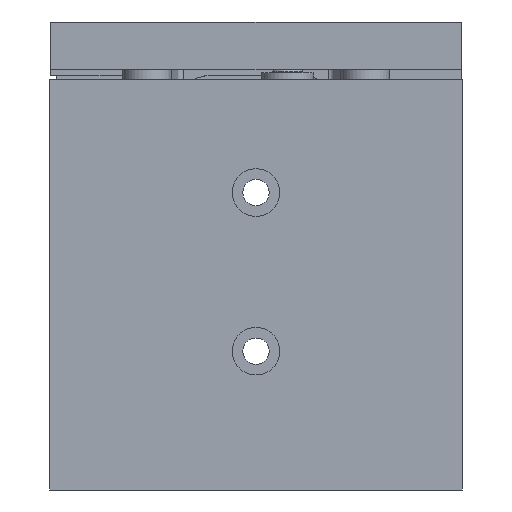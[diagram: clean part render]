
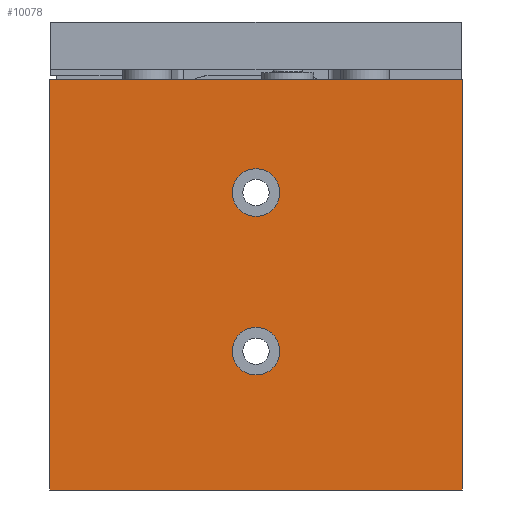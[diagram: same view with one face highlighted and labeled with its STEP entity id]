
A CAD part, front view. The second image highlights one B-rep face of the part: STEP entity #10078.
In plain terms, the highlighted planar face has unit normal (0, -1, 0).
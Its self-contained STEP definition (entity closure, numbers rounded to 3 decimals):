
#91=LINE('',#14618,#765);
#147=LINE('',#14748,#821);
#178=LINE('',#14851,#852);
#179=LINE('',#14857,#853);
#765=VECTOR('',#11757,1000.);
#821=VECTOR('',#11849,1000.);
#852=VECTOR('',#11936,1000.);
#853=VECTOR('',#11943,1000.);
#1433=PLANE('',#10677);
#1855=ORIENTED_EDGE('',*,*,#4274,.F.);
#1856=ORIENTED_EDGE('',*,*,#4275,.F.);
#1857=ORIENTED_EDGE('',*,*,#4154,.F.);
#1858=ORIENTED_EDGE('',*,*,#4273,.F.);
#1859=ORIENTED_EDGE('',*,*,#4220,.T.);
#1860=ORIENTED_EDGE('',*,*,#4276,.T.);
#4154=EDGE_CURVE('',#5377,#5378,#91,.T.);
#4220=EDGE_CURVE('',#5434,#5433,#147,.T.);
#4273=EDGE_CURVE('',#5434,#5377,#178,.T.);
#4274=EDGE_CURVE('',#5478,#5478,#6263,.T.);
#4275=EDGE_CURVE('',#5479,#5479,#6264,.T.);
#4276=EDGE_CURVE('',#5433,#5378,#179,.T.);
#5377=VERTEX_POINT('',#14617);
#5378=VERTEX_POINT('',#14619);
#5433=VERTEX_POINT('',#14747);
#5434=VERTEX_POINT('',#14749);
#5478=VERTEX_POINT('',#14854);
#5479=VERTEX_POINT('',#14856);
#6263=CIRCLE('',#10678,6.);
#6264=CIRCLE('',#10679,6.);
#6777=EDGE_LOOP('',(#1855));
#6778=EDGE_LOOP('',(#1856));
#6779=EDGE_LOOP('',(#1857,#1858,#1859,#1860));
#7513=FACE_BOUND('',#6777,.T.);
#7514=FACE_BOUND('',#6778,.T.);
#7515=FACE_BOUND('',#6779,.T.);
#10078=ADVANCED_FACE('',(#7513,#7514,#7515),#1433,.T.);
#10677=AXIS2_PLACEMENT_3D('',#14852,#11937,#11938);
#10678=AXIS2_PLACEMENT_3D('',#14853,#11939,#11940);
#10679=AXIS2_PLACEMENT_3D('',#14855,#11941,#11942);
#11757=DIRECTION('',(1.,0.,0.));
#11849=DIRECTION('',(1.,0.,0.));
#11936=DIRECTION('',(0.,0.,1.));
#11937=DIRECTION('',(0.,-1.,0.));
#11938=DIRECTION('',(0.,0.,-1.));
#11939=DIRECTION('',(0.,-1.,0.));
#11940=DIRECTION('',(0.,0.,-1.));
#11941=DIRECTION('',(0.,-1.,0.));
#11942=DIRECTION('',(0.,0.,-1.));
#11943=DIRECTION('',(0.,0.,1.));
#14617=CARTESIAN_POINT('',(-52.,0.,0.));
#14618=CARTESIAN_POINT('',(-52.,0.,0.));
#14619=CARTESIAN_POINT('',(52.,0.,0.));
#14747=CARTESIAN_POINT('',(52.,0.,-103.5));
#14748=CARTESIAN_POINT('',(-52.,0.,-103.5));
#14749=CARTESIAN_POINT('',(-52.,0.,-103.5));
#14851=CARTESIAN_POINT('',(-52.,0.,-103.5));
#14852=CARTESIAN_POINT('',(-52.,0.,-103.5));
#14853=CARTESIAN_POINT('',(0.,0.,-68.5));
#14854=CARTESIAN_POINT('',(0.,0.,-74.5));
#14855=CARTESIAN_POINT('',(0.,0.,-28.5));
#14856=CARTESIAN_POINT('',(0.,0.,-34.5));
#14857=CARTESIAN_POINT('',(52.,0.,-103.5));
